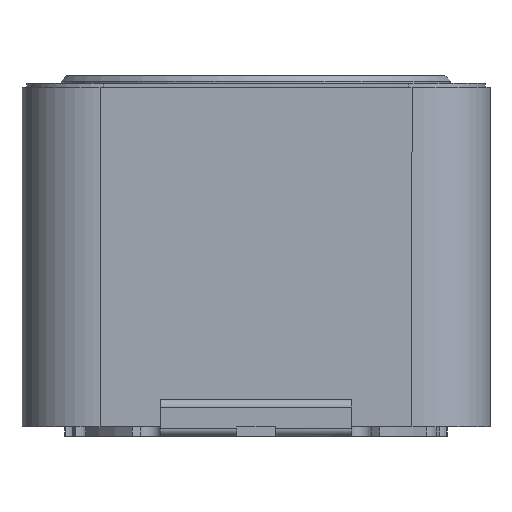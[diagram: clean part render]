
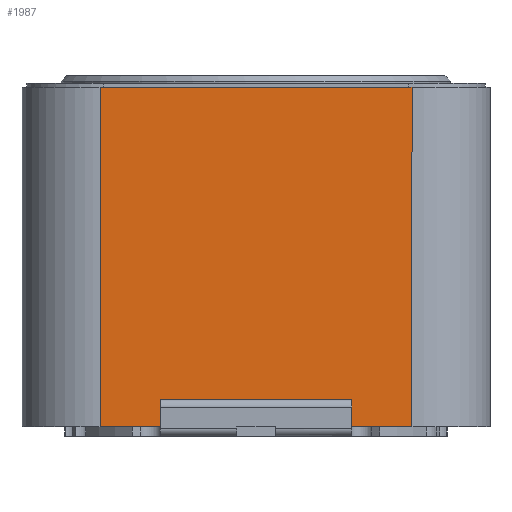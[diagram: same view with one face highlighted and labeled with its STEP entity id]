
A CAD part, front view. The second image highlights one B-rep face of the part: STEP entity #1987.
In plain terms, the highlighted free-form (B-spline) face has degree [1, 1] with [2, 2] control points.
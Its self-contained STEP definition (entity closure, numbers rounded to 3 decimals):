
#1952=CARTESIAN_POINT('',(-6.,-6.,-9.));
#1953=CARTESIAN_POINT('',(-6.,-6.,-0.2));
#1954=CARTESIAN_POINT('',(6.,-6.,-9.));
#1955=CARTESIAN_POINT('',(6.,-6.,-0.2));
#1956=B_SPLINE_SURFACE_WITH_KNOTS('',1,1,((#1952,#1953),(#1954,#1955)),.PLANE_SURF.,.F.,.F.,.U.,(2,2),(2,2),(0.,1.),(0.,1.),.UNSPECIFIED.);
#1957=CARTESIAN_POINT('',(-4.,-6.,-9.));
#1958=VERTEX_POINT('',#1957);
#1959=CARTESIAN_POINT('',(-4.,-6.,-0.3));
#1960=VERTEX_POINT('',#1959);
#1961=CARTESIAN_POINT('',(-4.,-6.,-9.));
#1962=CARTESIAN_POINT('',(-4.,-6.,-0.3));
#1963=B_SPLINE_CURVE_WITH_KNOTS('',1,(#1961,#1962),.POLYLINE_FORM.,.F.,.U.,(2,2),(0.,0.989),.UNSPECIFIED.);
#1964=EDGE_CURVE('',#1958,#1960,#1963,.T.);
#1965=ORIENTED_EDGE('',*,*,#1964,.F.);
#1966=CARTESIAN_POINT('',(4.,-6.,-9.));
#1967=VERTEX_POINT('',#1966);
#1968=CARTESIAN_POINT('',(-4.,-6.,-9.));
#1969=CARTESIAN_POINT('',(4.,-6.,-9.));
#1970=B_SPLINE_CURVE_WITH_KNOTS('',1,(#1968,#1969),.POLYLINE_FORM.,.F.,.U.,(2,2),(0.167,0.833),.UNSPECIFIED.);
#1971=EDGE_CURVE('',#1958,#1967,#1970,.T.);
#1972=ORIENTED_EDGE('',*,*,#1971,.T.);
#1973=CARTESIAN_POINT('',(4.,-6.,-0.3));
#1974=VERTEX_POINT('',#1973);
#1975=CARTESIAN_POINT('',(4.,-6.,-9.));
#1976=CARTESIAN_POINT('',(4.,-6.,-0.3));
#1977=B_SPLINE_CURVE_WITH_KNOTS('',1,(#1975,#1976),.POLYLINE_FORM.,.F.,.U.,(2,2),(0.,0.989),.UNSPECIFIED.);
#1978=EDGE_CURVE('',#1967,#1974,#1977,.T.);
#1979=ORIENTED_EDGE('',*,*,#1978,.T.);
#1980=CARTESIAN_POINT('',(-4.,-6.,-0.3));
#1981=CARTESIAN_POINT('',(4.,-6.,-0.3));
#1982=B_SPLINE_CURVE_WITH_KNOTS('',1,(#1980,#1981),.POLYLINE_FORM.,.F.,.U.,(2,2),(0.,1.),.UNSPECIFIED.);
#1983=EDGE_CURVE('',#1960,#1974,#1982,.T.);
#1984=ORIENTED_EDGE('',*,*,#1983,.F.);
#1985=EDGE_LOOP('',(#1965,#1972,#1979,#1984));
#1986=FACE_OUTER_BOUND('',#1985,.T.);
#1987=ADVANCED_FACE('',(#1986),#1956,.T.);
